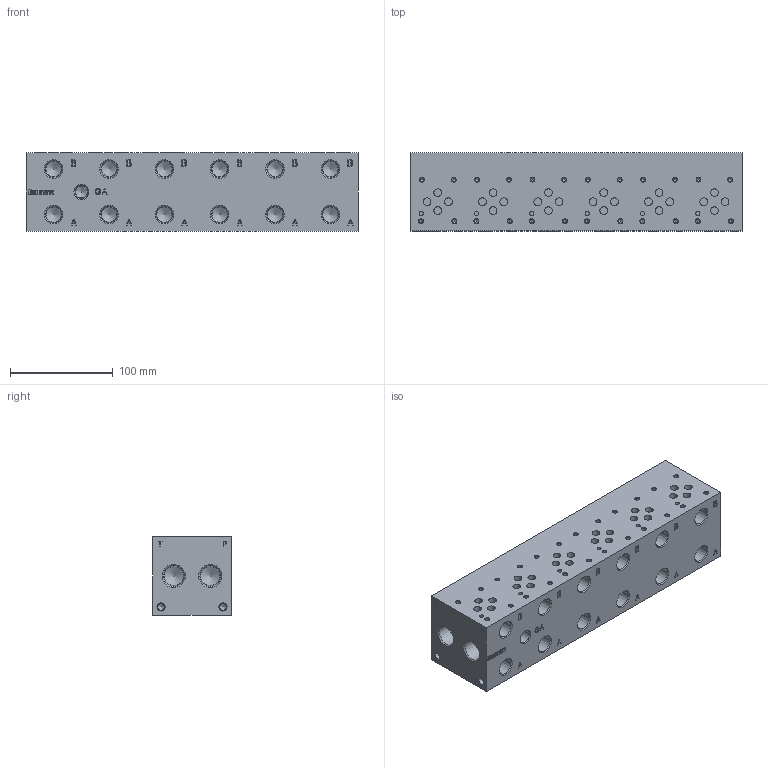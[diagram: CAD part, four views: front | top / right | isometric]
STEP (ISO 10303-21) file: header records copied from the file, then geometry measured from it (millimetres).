
FILE_DESCRIPTION( ( 'STEP AP214' ), ' ' );
FILE_NAME( 'AD03P062P.stp', '2018-04-23T17:56:37', ( '' ), ( '' ), ' ', 'PARTsolutions', ' ' );
FILE_SCHEMA( ( 'AUTOMOTIVE_DESIGN { 1 0 10303 214 1 1 1 1 }' ) );
Length unit declared in the file: inch
Products named in the file (1): _AD03P062P
Bounding box: 323.85 x 76.2 x 76.2 mm (x, y, z)
Volume: 1785540.7 mm3; surface area: 138400.7 mm2
Topology: 1 solids, 1 shells, 561 faces, 1362 edges, 880 vertices
Faces by surface type: plane 325, cylinder 129, cone 107
Full cylindrical faces by diameter (mm): 3.68 x24, 4.013 x6, 6.411 x4, 7.493 x24
Entity records: 19681 total; most frequent: DIRECTION 2607, CARTESIAN_POINT 2582, ORIENTED_EDGE 2292, EDGE_CURVE 1146, AXIS2_PLACEMENT_3D 899, VERTEX_POINT 874, LINE 809, VECTOR 809
